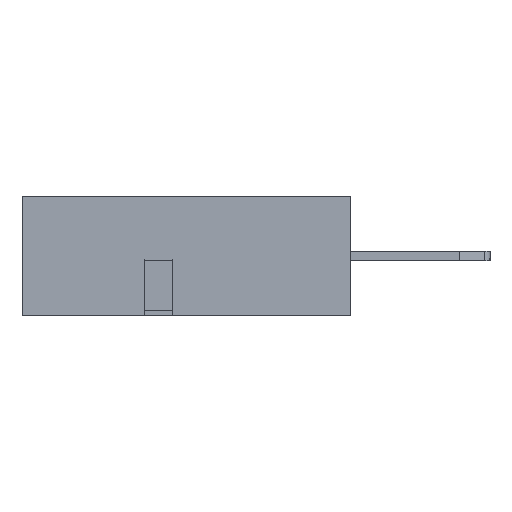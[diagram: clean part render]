
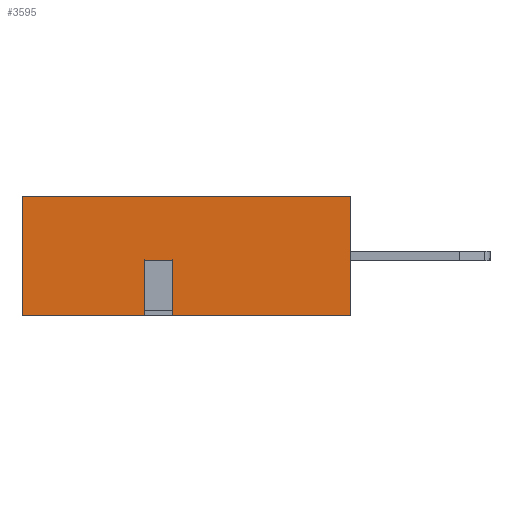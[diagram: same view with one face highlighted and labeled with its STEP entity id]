
A CAD part, left-side view. The second image highlights one B-rep face of the part: STEP entity #3595.
In plain terms, the highlighted planar face has unit normal (-1, 0, 0).
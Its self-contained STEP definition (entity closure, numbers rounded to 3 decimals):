
#1=DIRECTION('',(0.,0.,-1.));
#2=VECTOR('',#1,2.54);
#3=CARTESIAN_POINT('',(-6.31,0.,1.27));
#4=LINE('3847',#3,#2);
#97=DIRECTION('',(0.,-1.,0.));
#98=VECTOR('',#97,7.);
#99=CARTESIAN_POINT('',(-6.31,0.,1.27));
#100=LINE('3922',#99,#98);
#101=DIRECTION('',(0.,1.,0.));
#102=VECTOR('',#101,3.8);
#103=CARTESIAN_POINT('',(-6.31,-7.,-1.27));
#104=LINE('3946',#103,#102);
#105=DIRECTION('',(0.,0.,1.));
#106=VECTOR('',#105,1.171);
#107=CARTESIAN_POINT('',(-6.31,-3.2,-1.27));
#108=LINE('3925',#107,#106);
#109=DIRECTION('',(0.,-1.,0.));
#110=VECTOR('',#109,0.6);
#111=CARTESIAN_POINT('',(-6.31,-2.6,-0.099));
#112=LINE('4014',#111,#110);
#113=DIRECTION('',(0.,0.,1.));
#114=VECTOR('',#113,1.171);
#115=CARTESIAN_POINT('',(-6.31,-2.6,-1.27));
#116=LINE('3924',#115,#114);
#321=DIRECTION('',(0.,-1.,0.));
#322=VECTOR('',#321,2.6);
#323=CARTESIAN_POINT('',(-6.31,0.,-1.27));
#324=LINE('3945',#323,#322);
#565=DIRECTION('',(0.,0.,-1.));
#566=VECTOR('',#565,2.54);
#567=CARTESIAN_POINT('',(-6.31,-7.,1.27));
#568=LINE('3915',#567,#566);
#2691=CARTESIAN_POINT('',(-6.31,0.,1.27));
#2692=CARTESIAN_POINT('',(-6.31,0.,-1.27));
#2693=VERTEX_POINT('',#2691);
#2694=VERTEX_POINT('',#2692);
#2889=CARTESIAN_POINT('',(-6.31,-7.,1.27));
#2890=CARTESIAN_POINT('',(-6.31,-7.,-1.27));
#2891=VERTEX_POINT('',#2889);
#2892=VERTEX_POINT('',#2890);
#2905=CARTESIAN_POINT('',(-6.31,-2.6,-1.27));
#2906=CARTESIAN_POINT('',(-6.31,-2.6,-0.099));
#2907=VERTEX_POINT('',#2905);
#2908=VERTEX_POINT('',#2906);
#2909=CARTESIAN_POINT('',(-6.31,-3.2,-1.27));
#2910=CARTESIAN_POINT('',(-6.31,-3.2,-0.099));
#2911=VERTEX_POINT('',#2909);
#2912=VERTEX_POINT('',#2910);
#3573=CARTESIAN_POINT('',(-6.31,0.,1.27));
#3574=DIRECTION('',(-1.,0.,0.));
#3575=DIRECTION('',(0.,0.,-1.));
#3576=AXIS2_PLACEMENT_3D('',#3573,#3574,#3575);
#3577=PLANE('3577',#3576);
#3579=ORIENTED_EDGE('3922',*,*,#3578,.T.);
#3581=ORIENTED_EDGE('3915',*,*,#3580,.T.);
#3583=ORIENTED_EDGE('3946',*,*,#3582,.T.);
#3585=ORIENTED_EDGE('3925',*,*,#3584,.T.);
#3587=ORIENTED_EDGE('4014',*,*,#3586,.F.);
#3589=ORIENTED_EDGE('3924',*,*,#3588,.F.);
#3591=ORIENTED_EDGE('3945',*,*,#3590,.F.);
#3592=ORIENTED_EDGE('3847',*,*,#3512,.F.);
#3593=EDGE_LOOP('3577',(#3579,#3581,#3583,#3585,#3587,#3589,#3591,#3592));
#3594=FACE_OUTER_BOUND('3577',#3593,.F.);
#3595=ADVANCED_FACE('3577',(#3594),#3577,.T.);
#3512=EDGE_CURVE('3847',#2693,#2694,#4,.T.);
#3578=EDGE_CURVE('3922',#2693,#2891,#100,.T.);
#3580=EDGE_CURVE('3915',#2891,#2892,#568,.T.);
#3582=EDGE_CURVE('3946',#2892,#2911,#104,.T.);
#3584=EDGE_CURVE('3925',#2911,#2912,#108,.T.);
#3586=EDGE_CURVE('4014',#2908,#2912,#112,.T.);
#3588=EDGE_CURVE('3924',#2907,#2908,#116,.T.);
#3590=EDGE_CURVE('3945',#2694,#2907,#324,.T.);
